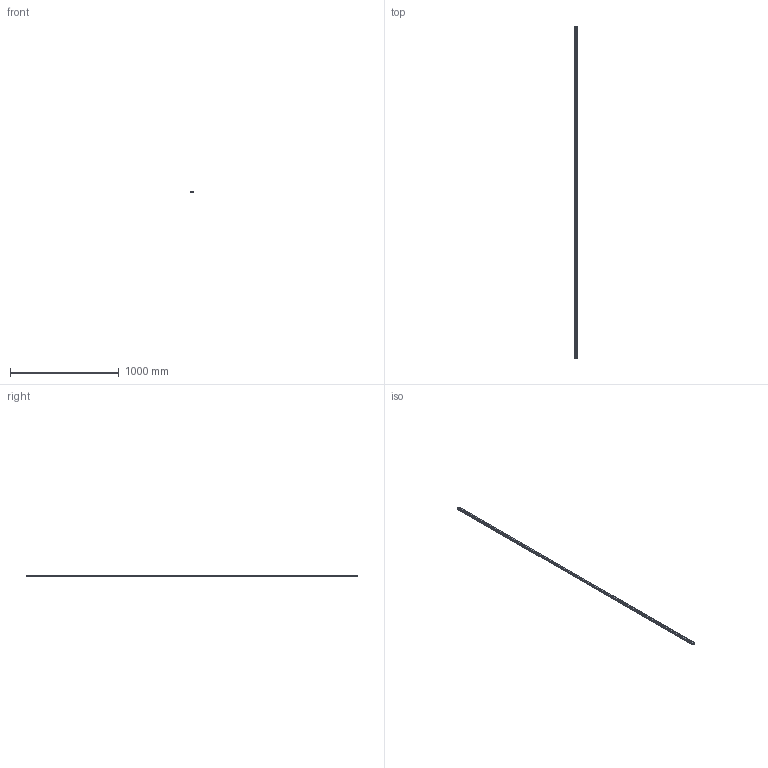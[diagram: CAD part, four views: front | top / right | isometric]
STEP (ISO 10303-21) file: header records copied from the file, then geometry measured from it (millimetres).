
FILE_DESCRIPTION(('STEP AP214'),'1');
FILE_NAME('cctmp_A30740F7-7C57-4A59-9839-7274958CF590_2021_02_09_16_42_54_0351..stp','2021-02-09T15:42:54',('HIWIN GmbH'),('CADClick - www.CADClick.com'),'Spatial InterOp 3D',' ','unknown authorization');
FILE_SCHEMA(('AUTOMOTIVE_DESIGN'));
Length unit declared in the file: millimetre
Products named in the file (1): EGR25R3050C_FILE
Bounding box: 23 x 3050 x 18 mm (x, y, z)
Volume: 1048831.9 mm3; surface area: 283492.1 mm2
Topology: 1 solids, 1 shells, 717 faces, 1827 edges, 1218 vertices
Faces by surface type: plane 391, cylinder 326
Entity records: 28001 total; most frequent: DIRECTION 4323, CARTESIAN_POINT 3763, ORIENTED_EDGE 3654, EDGE_CURVE 1827, AXIS2_PLACEMENT_3D 1778, VERTEX_POINT 1218, CIRCLE 856, EDGE_LOOP 823
